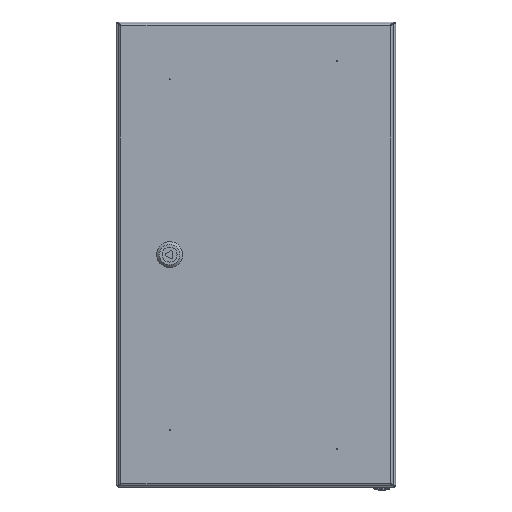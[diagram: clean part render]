
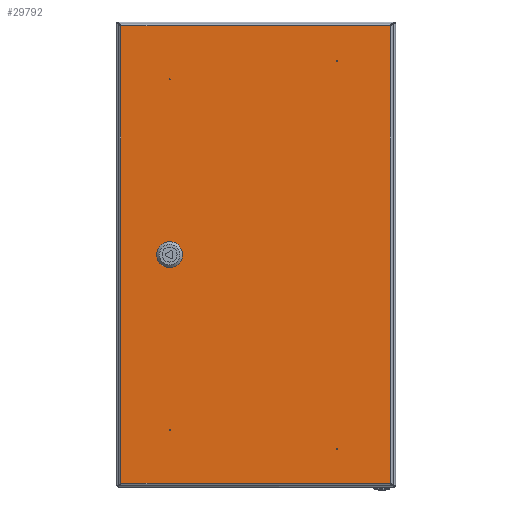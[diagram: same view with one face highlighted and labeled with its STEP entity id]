
A CAD part, top view. The second image highlights one B-rep face of the part: STEP entity #29792.
In plain terms, the highlighted face is planar.
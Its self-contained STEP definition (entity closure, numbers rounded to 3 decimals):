
#29 = CARTESIAN_POINT ( 'NONE',  ( -88., 208.5, -1. ) ) ;
#181 = DIRECTION ( 'NONE',  ( 1., 0., 0. ) ) ;
#713 = EDGE_CURVE ( 'NONE', #25258, #25258, #44039, .T. ) ;
#719 = EDGE_LOOP ( 'NONE', ( #39448, #9774, #7893, #9572 ) ) ;
#1275 = AXIS2_PLACEMENT_3D ( 'NONE', #7220, #31710, #39353 ) ;
#1392 = ORIENTED_EDGE ( 'NONE', *, *, #11868, .T. ) ;
#1759 = AXIS2_PLACEMENT_3D ( 'NONE', #45497, #8396, #12334 ) ;
#2054 = VERTEX_POINT ( 'NONE', #31193 ) ;
#2636 = CARTESIAN_POINT ( 'NONE',  ( 144.8, 245.8, -1. ) ) ;
#3041 = AXIS2_PLACEMENT_3D ( 'NONE', #35679, #43328, #7762 ) ;
#3172 = DIRECTION ( 'NONE',  ( 0., 0., 1. ) ) ;
#3194 = CARTESIAN_POINT ( 'NONE',  ( 144.8, 1491., -1. ) ) ;
#3198 = EDGE_CURVE ( 'NONE', #51298, #38271, #17288, .T. ) ;
#3299 = VERTEX_POINT ( 'NONE', #46810 ) ;
#3620 = CARTESIAN_POINT ( 'NONE',  ( 97.137, 10.25, -1. ) ) ;
#4283 = CARTESIAN_POINT ( 'NONE',  ( 92.5, 0., -1. ) ) ;
#4402 = ORIENTED_EDGE ( 'NONE', *, *, #14282, .T. ) ;
#4434 = FACE_OUTER_BOUND ( 'NONE', #719, .T. ) ;
#5742 = CARTESIAN_POINT ( 'NONE',  ( 82.25, -4.637, -1. ) ) ;
#5759 = CARTESIAN_POINT ( 'NONE',  ( 1242.5, 245.8, -1. ) ) ;
#7220 = CARTESIAN_POINT ( 'NONE',  ( 92.5, 0., -1. ) ) ;
#7559 = VERTEX_POINT ( 'NONE', #51293 ) ;
#7762 = DIRECTION ( 'NONE',  ( -1., 0., 0. ) ) ;
#7782 = ORIENTED_EDGE ( 'NONE', *, *, #11024, .T. ) ;
#7893 = ORIENTED_EDGE ( 'NONE', *, *, #49966, .T. ) ;
#8396 = DIRECTION ( 'NONE',  ( 0., 0., 1. ) ) ;
#8481 = CIRCLE ( 'NONE', #21933, 11.25 ) ;
#8545 = EDGE_LOOP ( 'NONE', ( #50418 ) ) ;
#9473 = DIRECTION ( 'NONE',  ( 1., 0., 0. ) ) ;
#9572 = ORIENTED_EDGE ( 'NONE', *, *, #44510, .T. ) ;
#9774 = ORIENTED_EDGE ( 'NONE', *, *, #17818, .F. ) ;
#9801 = DIRECTION ( 'NONE',  ( 0., -1., 0. ) ) ;
#10385 = CARTESIAN_POINT ( 'NONE',  ( 97.137, 10.25, -1. ) ) ;
#11024 = EDGE_CURVE ( 'NONE', #3299, #51298, #23708, .T. ) ;
#11868 = EDGE_CURVE ( 'NONE', #38271, #38694, #20081, .T. ) ;
#11901 = AXIS2_PLACEMENT_3D ( 'NONE', #29444, #33118, #41021 ) ;
#12013 = CIRCLE ( 'NONE', #47333, 0.5 ) ;
#12334 = DIRECTION ( 'NONE',  ( 1., 0., 0. ) ) ;
#12598 = FACE_BOUND ( 'NONE', #35736, .T. ) ;
#13231 = LINE ( 'NONE', #45885, #36463 ) ;
#14282 = EDGE_CURVE ( 'NONE', #47007, #50087, #20931, .T. ) ;
#14325 = EDGE_CURVE ( 'NONE', #45936, #46401, #18275, .T. ) ;
#15835 = LINE ( 'NONE', #3194, #32573 ) ;
#16133 = EDGE_CURVE ( 'NONE', #7559, #7559, #12013, .T. ) ;
#16138 = DIRECTION ( 'NONE',  ( 0., 0., 1. ) ) ;
#16386 = DIRECTION ( 'NONE',  ( 0., 1., 0. ) ) ;
#16656 = VECTOR ( 'NONE', #38032, 1000. ) ;
#16927 = DIRECTION ( 'NONE',  ( 1., 0., 0. ) ) ;
#17288 = CIRCLE ( 'NONE', #1275, 11.25 ) ;
#17818 = EDGE_CURVE ( 'NONE', #32705, #2054, #41843, .T. ) ;
#18275 = LINE ( 'NONE', #10385, #16656 ) ;
#18900 = CARTESIAN_POINT ( 'NONE',  ( 92., -188.5, -1. ) ) ;
#20081 = LINE ( 'NONE', #44050, #42120 ) ;
#20244 = FACE_BOUND ( 'NONE', #48977, .T. ) ;
#20931 = LINE ( 'NONE', #33052, #38493 ) ;
#21933 = AXIS2_PLACEMENT_3D ( 'NONE', #29504, #45560, #9473 ) ;
#22188 = EDGE_CURVE ( 'NONE', #2054, #23777, #13231, .T. ) ;
#22674 = CARTESIAN_POINT ( 'NONE',  ( 1242.5, -245.8, -1. ) ) ;
#22807 = DIRECTION ( 'NONE',  ( -1., 0., 0. ) ) ;
#23300 = VERTEX_POINT ( 'NONE', #33592 ) ;
#23708 = LINE ( 'NONE', #39766, #49462 ) ;
#23777 = VERTEX_POINT ( 'NONE', #47140 ) ;
#24018 = CARTESIAN_POINT ( 'NONE',  ( -87., -208.5, -1. ) ) ;
#24200 = FACE_BOUND ( 'NONE', #25319, .T. ) ;
#24726 = FACE_BOUND ( 'NONE', #26743, .T. ) ;
#25258 = VERTEX_POINT ( 'NONE', #18900 ) ;
#25319 = EDGE_LOOP ( 'NONE', ( #30997 ) ) ;
#25783 = CIRCLE ( 'NONE', #3041, 0.5 ) ;
#26550 = ORIENTED_EDGE ( 'NONE', *, *, #39940, .T. ) ;
#26743 = EDGE_LOOP ( 'NONE', ( #36732 ) ) ;
#26849 = CARTESIAN_POINT ( 'NONE',  ( 82.25, 4.637, -1. ) ) ;
#26918 = CARTESIAN_POINT ( 'NONE',  ( 92.5, -188.5, -1. ) ) ;
#28093 = ORIENTED_EDGE ( 'NONE', *, *, #34152, .T. ) ;
#28459 = CIRCLE ( 'NONE', #47806, 0.5 ) ;
#29444 = CARTESIAN_POINT ( 'NONE',  ( 92.5, 0., -1. ) ) ;
#29504 = CARTESIAN_POINT ( 'NONE',  ( 92.5, 0., -1. ) ) ;
#29582 = CIRCLE ( 'NONE', #11901, 11.25 ) ;
#29736 = CARTESIAN_POINT ( 'NONE',  ( 92.5, 188.5, -1. ) ) ;
#29792 = ADVANCED_FACE ( 'NONE', ( #24726, #44735, #24200, #12598, #4434, #20244 ), #32100, .F. ) ;
#30997 = ORIENTED_EDGE ( 'NONE', *, *, #37825, .T. ) ;
#31193 = CARTESIAN_POINT ( 'NONE',  ( -144.8, 245.8, -1. ) ) ;
#31710 = DIRECTION ( 'NONE',  ( 0., 0., 1. ) ) ;
#31910 = DIRECTION ( 'NONE',  ( 0., -1., 0. ) ) ;
#32100 = PLANE ( 'NONE',  #1759 ) ;
#32321 = CIRCLE ( 'NONE', #49956, 11.25 ) ;
#32334 = DIRECTION ( 'NONE',  ( 0., 0., 1. ) ) ;
#32573 = VECTOR ( 'NONE', #31910, 1000. ) ;
#32705 = VERTEX_POINT ( 'NONE', #2636 ) ;
#33052 = CARTESIAN_POINT ( 'NONE',  ( 82.25, 4.637, -1. ) ) ;
#33118 = DIRECTION ( 'NONE',  ( 0., 0., 1. ) ) ;
#33592 = CARTESIAN_POINT ( 'NONE',  ( 144.8, -245.8, -1. ) ) ;
#34152 = EDGE_CURVE ( 'NONE', #38694, #45936, #32321, .T. ) ;
#34963 = ORIENTED_EDGE ( 'NONE', *, *, #43883, .T. ) ;
#35311 = DIRECTION ( 'NONE',  ( -1., 0., 0. ) ) ;
#35470 = VECTOR ( 'NONE', #35311, 1000. ) ;
#35679 = CARTESIAN_POINT ( 'NONE',  ( -87.5, 208.5, -1. ) ) ;
#35736 = EDGE_LOOP ( 'NONE', ( #26550 ) ) ;
#36463 = VECTOR ( 'NONE', #9801, 1000. ) ;
#36529 = CARTESIAN_POINT ( 'NONE',  ( -87.5, -208.5, -1. ) ) ;
#36732 = ORIENTED_EDGE ( 'NONE', *, *, #713, .T. ) ;
#37356 = DIRECTION ( 'NONE',  ( 1., 0., 0. ) ) ;
#37825 = EDGE_CURVE ( 'NONE', #39813, #39813, #25783, .T. ) ;
#38032 = DIRECTION ( 'NONE',  ( -1., 0., 0. ) ) ;
#38271 = VERTEX_POINT ( 'NONE', #43519 ) ;
#38493 = VECTOR ( 'NONE', #49126, 1000. ) ;
#38694 = VERTEX_POINT ( 'NONE', #46263 ) ;
#39353 = DIRECTION ( 'NONE',  ( 1., 0., 0. ) ) ;
#39448 = ORIENTED_EDGE ( 'NONE', *, *, #22188, .F. ) ;
#39766 = CARTESIAN_POINT ( 'NONE',  ( 97.137, -10.25, -1. ) ) ;
#39813 = VERTEX_POINT ( 'NONE', #29 ) ;
#39940 = EDGE_CURVE ( 'NONE', #40610, #40610, #28459, .T. ) ;
#40109 = ORIENTED_EDGE ( 'NONE', *, *, #43602, .T. ) ;
#40610 = VERTEX_POINT ( 'NONE', #24018 ) ;
#41021 = DIRECTION ( 'NONE',  ( 1., 0., 0. ) ) ;
#41417 = ORIENTED_EDGE ( 'NONE', *, *, #3198, .T. ) ;
#41528 = DIRECTION ( 'NONE',  ( 1., 0., 0. ) ) ;
#41843 = LINE ( 'NONE', #5759, #49091 ) ;
#41984 = ORIENTED_EDGE ( 'NONE', *, *, #14325, .T. ) ;
#42120 = VECTOR ( 'NONE', #16386, 1000. ) ;
#43328 = DIRECTION ( 'NONE',  ( 0., 0., 1. ) ) ;
#43519 = CARTESIAN_POINT ( 'NONE',  ( 102.75, -4.637, -1. ) ) ;
#43602 = EDGE_CURVE ( 'NONE', #46401, #47007, #8481, .T. ) ;
#43883 = EDGE_CURVE ( 'NONE', #50087, #3299, #29582, .T. ) ;
#44039 = CIRCLE ( 'NONE', #49914, 0.5 ) ;
#44050 = CARTESIAN_POINT ( 'NONE',  ( 102.75, 4.637, -1. ) ) ;
#44378 = CARTESIAN_POINT ( 'NONE',  ( 87.863, 10.25, -1. ) ) ;
#44510 = EDGE_CURVE ( 'NONE', #23300, #23777, #51117, .T. ) ;
#44735 = FACE_BOUND ( 'NONE', #8545, .T. ) ;
#45497 = CARTESIAN_POINT ( 'NONE',  ( 0., 0., -1. ) ) ;
#45560 = DIRECTION ( 'NONE',  ( 0., 0., 1. ) ) ;
#45885 = CARTESIAN_POINT ( 'NONE',  ( -144.8, 1491., -1. ) ) ;
#45936 = VERTEX_POINT ( 'NONE', #3620 ) ;
#46263 = CARTESIAN_POINT ( 'NONE',  ( 102.75, 4.637, -1. ) ) ;
#46313 = DIRECTION ( 'NONE',  ( 0., 0., 1. ) ) ;
#46401 = VERTEX_POINT ( 'NONE', #44378 ) ;
#46689 = CARTESIAN_POINT ( 'NONE',  ( 97.137, -10.25, -1. ) ) ;
#46810 = CARTESIAN_POINT ( 'NONE',  ( 87.863, -10.25, -1. ) ) ;
#47007 = VERTEX_POINT ( 'NONE', #26849 ) ;
#47140 = CARTESIAN_POINT ( 'NONE',  ( -144.8, -245.8, -1. ) ) ;
#47333 = AXIS2_PLACEMENT_3D ( 'NONE', #29736, #46313, #37356 ) ;
#47450 = DIRECTION ( 'NONE',  ( -1., 0., 0. ) ) ;
#47806 = AXIS2_PLACEMENT_3D ( 'NONE', #36529, #32334, #181 ) ;
#48977 = EDGE_LOOP ( 'NONE', ( #40109, #4402, #34963, #7782, #41417, #1392, #28093, #41984 ) ) ;
#49091 = VECTOR ( 'NONE', #22807, 1000. ) ;
#49126 = DIRECTION ( 'NONE',  ( 0., -1., 0. ) ) ;
#49462 = VECTOR ( 'NONE', #41528, 1000. ) ;
#49914 = AXIS2_PLACEMENT_3D ( 'NONE', #26918, #3172, #47450 ) ;
#49956 = AXIS2_PLACEMENT_3D ( 'NONE', #4283, #16138, #16927 ) ;
#49966 = EDGE_CURVE ( 'NONE', #32705, #23300, #15835, .T. ) ;
#50087 = VERTEX_POINT ( 'NONE', #5742 ) ;
#50418 = ORIENTED_EDGE ( 'NONE', *, *, #16133, .T. ) ;
#51117 = LINE ( 'NONE', #22674, #35470 ) ;
#51293 = CARTESIAN_POINT ( 'NONE',  ( 93., 188.5, -1. ) ) ;
#51298 = VERTEX_POINT ( 'NONE', #46689 ) ;
